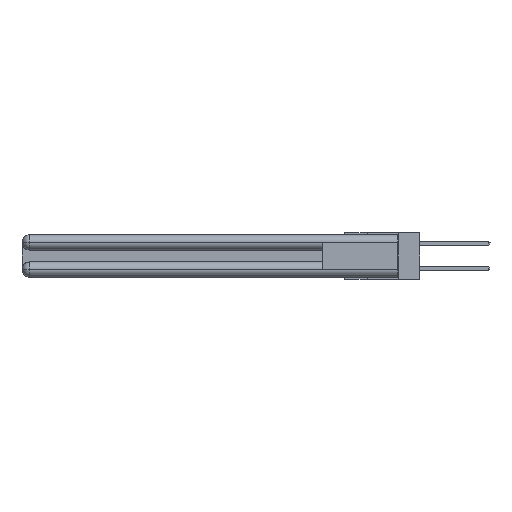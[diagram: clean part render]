
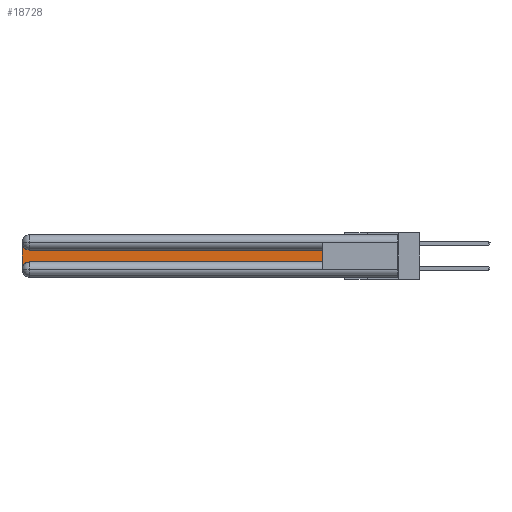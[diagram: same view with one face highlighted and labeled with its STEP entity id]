
A CAD part, left-side view. The second image highlights one B-rep face of the part: STEP entity #18728.
In plain terms, the highlighted planar face has unit normal (-1, 0, 0).
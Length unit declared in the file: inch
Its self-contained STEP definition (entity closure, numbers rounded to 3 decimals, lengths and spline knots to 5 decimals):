
#1132 = EDGE_CURVE ( 'NONE', #2798, #27650, #30427, .T. ) ;
#1791 = LINE ( 'NONE', #16476, #9657 ) ;
#1932 = ORIENTED_EDGE ( 'NONE', *, *, #3675, .T. ) ;
#2093 = CARTESIAN_POINT ( 'NONE',  ( 0.075, 3., -0.0625 ) ) ;
#2543 = VECTOR ( 'NONE', #5376, 39.37008 ) ;
#2798 = VERTEX_POINT ( 'NONE', #2093 ) ;
#3675 = EDGE_CURVE ( 'NONE', #26995, #2798, #7686, .T. ) ;
#4761 = VERTEX_POINT ( 'NONE', #26133 ) ;
#5192 = ORIENTED_EDGE ( 'NONE', *, *, #20490, .T. ) ;
#5376 = DIRECTION ( 'NONE',  ( 0., -1., 0. ) ) ;
#6723 = ORIENTED_EDGE ( 'NONE', *, *, #12979, .T. ) ;
#7686 = CIRCLE ( 'NONE', #16698, 0.06 ) ;
#7797 = CARTESIAN_POINT ( 'NONE',  ( 0.075, 3., -0.2775 ) ) ;
#8092 = CARTESIAN_POINT ( 'NONE',  ( 0.075, 3., -0.2175 ) ) ;
#8122 = VECTOR ( 'NONE', #20469, 39.37008 ) ;
#9657 = VECTOR ( 'NONE', #14432, 39.37008 ) ;
#12077 = ORIENTED_EDGE ( 'NONE', *, *, #24983, .T. ) ;
#12651 = CARTESIAN_POINT ( 'NONE',  ( 0.075, 2.94, -0.0625 ) ) ;
#12979 = EDGE_CURVE ( 'NONE', #28172, #4761, #1791, .T. ) ;
#13023 = AXIS2_PLACEMENT_3D ( 'NONE', #26194, #28816, #28376 ) ;
#13106 = CARTESIAN_POINT ( 'NONE',  ( 0.075, 2.94, -0.2775 ) ) ;
#14432 = DIRECTION ( 'NONE',  ( 0., 0., 1. ) ) ;
#15245 = DIRECTION ( 'NONE',  ( 1., 0., 0. ) ) ;
#15900 = LINE ( 'NONE', #33815, #8122 ) ;
#16254 = EDGE_CURVE ( 'NONE', #27650, #18096, #21754, .T. ) ;
#16476 = CARTESIAN_POINT ( 'NONE',  ( 0.075, 0.6, -0.2175 ) ) ;
#16698 = AXIS2_PLACEMENT_3D ( 'NONE', #12651, #15245, #20524 ) ;
#16846 = DIRECTION ( 'NONE',  ( 0., 0., -1. ) ) ;
#16978 = LINE ( 'NONE', #28660, #2543 ) ;
#18096 = VERTEX_POINT ( 'NONE', #28811 ) ;
#18728 = ADVANCED_FACE ( 'NONE', ( #25641 ), #23570, .F. ) ;
#19320 = CARTESIAN_POINT ( 'NONE',  ( 0.075, 0.6, -0.2175 ) ) ;
#20469 = DIRECTION ( 'NONE',  ( 0., 1., 0. ) ) ;
#20490 = EDGE_CURVE ( 'NONE', #18096, #28172, #16978, .T. ) ;
#20524 = DIRECTION ( 'NONE',  ( 0., 0., -1. ) ) ;
#20781 = DIRECTION ( 'NONE',  ( 0., 0., -1. ) ) ;
#21754 = CIRCLE ( 'NONE', #27716, 0.06 ) ;
#22263 = ORIENTED_EDGE ( 'NONE', *, *, #1132, .T. ) ;
#23179 = CARTESIAN_POINT ( 'NONE',  ( 0.075, 2.94, -0.1225 ) ) ;
#23570 = PLANE ( 'NONE',  #13023 ) ;
#24983 = EDGE_CURVE ( 'NONE', #4761, #26995, #15900, .T. ) ;
#25641 = FACE_OUTER_BOUND ( 'NONE', #33187, .T. ) ;
#26133 = CARTESIAN_POINT ( 'NONE',  ( 0.075, 0.6, -0.1225 ) ) ;
#26194 = CARTESIAN_POINT ( 'NONE',  ( 0.075, 3., -0.1225 ) ) ;
#26256 = VECTOR ( 'NONE', #20781, 39.37008 ) ;
#26995 = VERTEX_POINT ( 'NONE', #23179 ) ;
#27650 = VERTEX_POINT ( 'NONE', #7797 ) ;
#27716 = AXIS2_PLACEMENT_3D ( 'NONE', #13106, #32823, #16846 ) ;
#28172 = VERTEX_POINT ( 'NONE', #19320 ) ;
#28376 = DIRECTION ( 'NONE',  ( 0., 0., -1. ) ) ;
#28660 = CARTESIAN_POINT ( 'NONE',  ( 0.075, 0.6, -0.2175 ) ) ;
#28811 = CARTESIAN_POINT ( 'NONE',  ( 0.075, 2.94, -0.2175 ) ) ;
#28816 = DIRECTION ( 'NONE',  ( 1., 0., 0. ) ) ;
#30427 = LINE ( 'NONE', #8092, #26256 ) ;
#32611 = ORIENTED_EDGE ( 'NONE', *, *, #16254, .T. ) ;
#32823 = DIRECTION ( 'NONE',  ( 1., 0., 0. ) ) ;
#33187 = EDGE_LOOP ( 'NONE', ( #12077, #1932, #22263, #32611, #5192, #6723 ) ) ;
#33815 = CARTESIAN_POINT ( 'NONE',  ( 0.075, 0.6, -0.1225 ) ) ;
